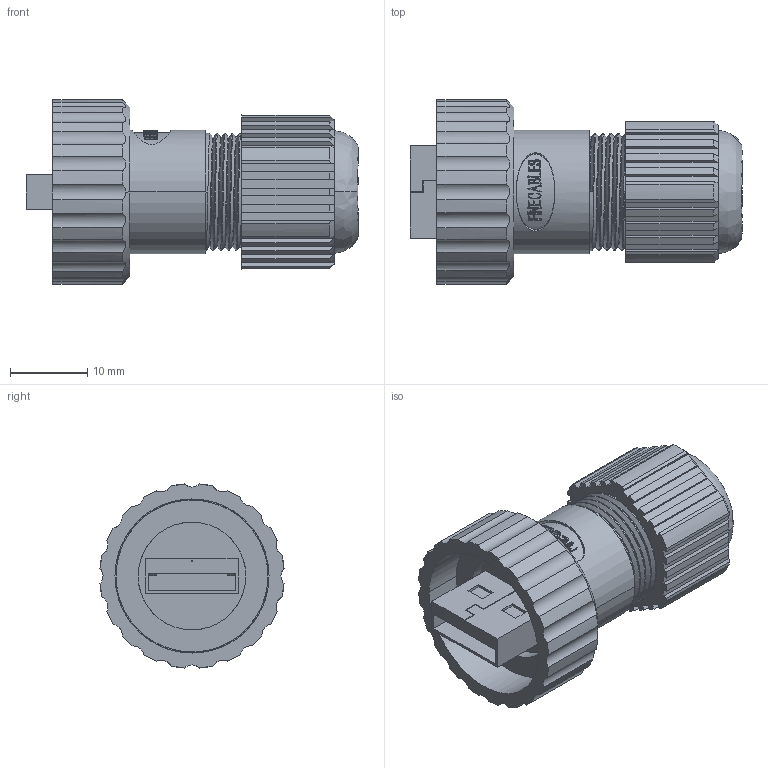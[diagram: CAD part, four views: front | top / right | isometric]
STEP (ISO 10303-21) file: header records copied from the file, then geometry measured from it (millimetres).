
FILE_DESCRIPTION (( 'STEP AP203' ), '1' );
FILE_NAME ('P455-P456.STEP', '2020-04-16T01:52:46', ( 'edpusr' ), ( 'Microsoft' ), 'SwSTEP 2.0', 'SolidWorks 2015', '' );
FILE_SCHEMA (( 'CONFIG_CONTROL_DESIGN' ));
Length unit declared in the file: millimetre
Products named in the file (1): P455-P456
Bounding box: 43.1 x 23.92 x 23.92 mm (x, y, z)
Volume: 9132.7 mm3; surface area: 5493.9 mm2
Topology: 1 solids, 1 shells, 514 faces, 1409 edges, 926 vertices
Faces by surface type: plane 212, bspline 203, cylinder 91, cone 8
Entity records: 30779 total; most frequent: CARTESIAN_POINT 19568, ORIENTED_EDGE 2818, DIRECTION 1419, EDGE_CURVE 1409, VERTEX_POINT 926, LINE 695, VECTOR 695, B_SPLINE_CURVE_WITH_KNOTS 640
